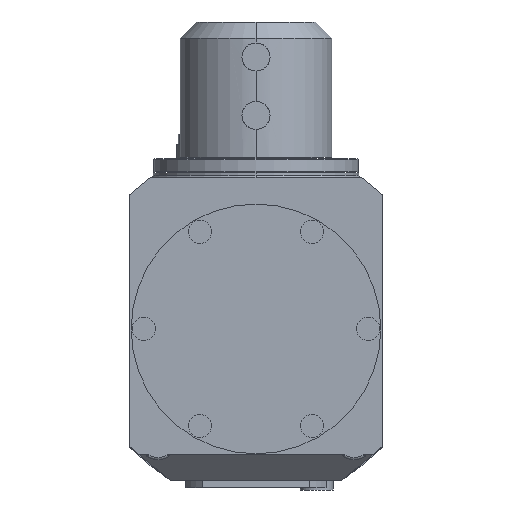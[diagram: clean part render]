
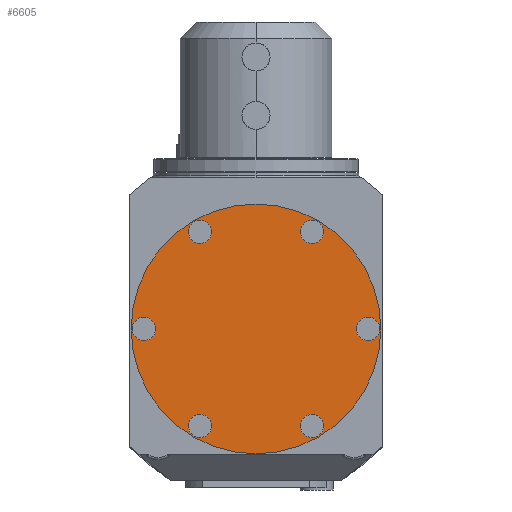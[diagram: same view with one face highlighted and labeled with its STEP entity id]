
A CAD part, left-side view. The second image highlights one B-rep face of the part: STEP entity #6605.
In plain terms, the highlighted planar face has unit normal (-1, 0, 0).
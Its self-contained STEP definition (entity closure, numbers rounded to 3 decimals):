
#687=CARTESIAN_POINT('',(-138.,0.,0.));
#688=DIRECTION('',(-1.,0.,0.));
#689=DIRECTION('',(0.,0.,1.));
#690=AXIS2_PLACEMENT_3D('',#687,#688,#689);
#696=CARTESIAN_POINT('',(-138.,0.,0.));
#697=DIRECTION('',(1.,0.,0.));
#698=DIRECTION('',(0.,0.,1.));
#699=AXIS2_PLACEMENT_3D('',#696,#697,#698);
#705=CARTESIAN_POINT('',(-138.,-24.,41.569));
#706=DIRECTION('',(1.,0.,0.));
#707=DIRECTION('',(0.,0.,1.));
#708=AXIS2_PLACEMENT_3D('',#705,#706,#707);
#710=CARTESIAN_POINT('',(-138.,-24.,41.569));
#711=DIRECTION('',(1.,0.,0.));
#712=DIRECTION('',(0.,0.,-1.));
#713=AXIS2_PLACEMENT_3D('',#710,#711,#712);
#715=CARTESIAN_POINT('',(-138.,24.,41.569));
#716=DIRECTION('',(1.,0.,0.));
#717=DIRECTION('',(0.,0.,1.));
#718=AXIS2_PLACEMENT_3D('',#715,#716,#717);
#720=CARTESIAN_POINT('',(-138.,24.,41.569));
#721=DIRECTION('',(1.,0.,0.));
#722=DIRECTION('',(0.,0.,-1.));
#723=AXIS2_PLACEMENT_3D('',#720,#721,#722);
#725=CARTESIAN_POINT('',(-138.,48.,0.));
#726=DIRECTION('',(1.,0.,0.));
#727=DIRECTION('',(0.,0.,1.));
#728=AXIS2_PLACEMENT_3D('',#725,#726,#727);
#730=CARTESIAN_POINT('',(-138.,48.,0.));
#731=DIRECTION('',(1.,0.,0.));
#732=DIRECTION('',(0.,0.,-1.));
#733=AXIS2_PLACEMENT_3D('',#730,#731,#732);
#735=CARTESIAN_POINT('',(-138.,24.,-41.569));
#736=DIRECTION('',(1.,0.,0.));
#737=DIRECTION('',(0.,0.,1.));
#738=AXIS2_PLACEMENT_3D('',#735,#736,#737);
#740=CARTESIAN_POINT('',(-138.,24.,-41.569));
#741=DIRECTION('',(1.,0.,0.));
#742=DIRECTION('',(0.,0.,-1.));
#743=AXIS2_PLACEMENT_3D('',#740,#741,#742);
#745=CARTESIAN_POINT('',(-138.,-24.,-41.569));
#746=DIRECTION('',(1.,0.,0.));
#747=DIRECTION('',(0.,0.,1.));
#748=AXIS2_PLACEMENT_3D('',#745,#746,#747);
#750=CARTESIAN_POINT('',(-138.,-24.,-41.569));
#751=DIRECTION('',(1.,0.,0.));
#752=DIRECTION('',(0.,0.,-1.));
#753=AXIS2_PLACEMENT_3D('',#750,#751,#752);
#755=CARTESIAN_POINT('',(-138.,-48.,0.));
#756=DIRECTION('',(1.,0.,0.));
#757=DIRECTION('',(0.,0.,1.));
#758=AXIS2_PLACEMENT_3D('',#755,#756,#757);
#760=CARTESIAN_POINT('',(-138.,-48.,0.));
#761=DIRECTION('',(1.,0.,0.));
#762=DIRECTION('',(0.,0.,-1.));
#763=AXIS2_PLACEMENT_3D('',#760,#761,#762);
#5459=CARTESIAN_POINT('',(-138.,0.,53.5));
#5460=CARTESIAN_POINT('',(-138.,0.,-53.5));
#5461=VERTEX_POINT('',#5459);
#5462=VERTEX_POINT('',#5460);
#5471=CARTESIAN_POINT('',(-138.,-24.,46.569));
#5472=CARTESIAN_POINT('',(-138.,-24.,36.569));
#5473=VERTEX_POINT('',#5471);
#5474=VERTEX_POINT('',#5472);
#5479=CARTESIAN_POINT('',(-138.,24.,46.569));
#5480=CARTESIAN_POINT('',(-138.,24.,36.569));
#5481=VERTEX_POINT('',#5479);
#5482=VERTEX_POINT('',#5480);
#5487=CARTESIAN_POINT('',(-138.,48.,5.));
#5488=CARTESIAN_POINT('',(-138.,48.,-5.));
#5489=VERTEX_POINT('',#5487);
#5490=VERTEX_POINT('',#5488);
#5495=CARTESIAN_POINT('',(-138.,24.,-36.569));
#5496=CARTESIAN_POINT('',(-138.,24.,-46.569));
#5497=VERTEX_POINT('',#5495);
#5498=VERTEX_POINT('',#5496);
#5503=CARTESIAN_POINT('',(-138.,-24.,-36.569));
#5504=CARTESIAN_POINT('',(-138.,-24.,-46.569));
#5505=VERTEX_POINT('',#5503);
#5506=VERTEX_POINT('',#5504);
#5511=CARTESIAN_POINT('',(-138.,-48.,5.));
#5512=CARTESIAN_POINT('',(-138.,-48.,-5.));
#5513=VERTEX_POINT('',#5511);
#5514=VERTEX_POINT('',#5512);
#6560=CARTESIAN_POINT('',(-138.,0.,0.));
#6561=DIRECTION('',(-1.,0.,0.));
#6562=DIRECTION('',(0.,0.,-1.));
#6563=AXIS2_PLACEMENT_3D('',#6560,#6561,#6562);
#6564=PLANE('',#6563);
#6565=ORIENTED_EDGE('',*,*,#6554,.T.);
#6566=ORIENTED_EDGE('',*,*,#6540,.F.);
#6567=EDGE_LOOP('',(#6565,#6566));
#6568=FACE_OUTER_BOUND('',#6567,.F.);
#6570=ORIENTED_EDGE('',*,*,#6569,.F.);
#6572=ORIENTED_EDGE('',*,*,#6571,.F.);
#6573=EDGE_LOOP('',(#6570,#6572));
#6574=FACE_BOUND('',#6573,.F.);
#6576=ORIENTED_EDGE('',*,*,#6575,.F.);
#6578=ORIENTED_EDGE('',*,*,#6577,.F.);
#6579=EDGE_LOOP('',(#6576,#6578));
#6580=FACE_BOUND('',#6579,.F.);
#6582=ORIENTED_EDGE('',*,*,#6581,.F.);
#6584=ORIENTED_EDGE('',*,*,#6583,.F.);
#6585=EDGE_LOOP('',(#6582,#6584));
#6586=FACE_BOUND('',#6585,.F.);
#6588=ORIENTED_EDGE('',*,*,#6587,.F.);
#6590=ORIENTED_EDGE('',*,*,#6589,.F.);
#6591=EDGE_LOOP('',(#6588,#6590));
#6592=FACE_BOUND('',#6591,.F.);
#6594=ORIENTED_EDGE('',*,*,#6593,.F.);
#6596=ORIENTED_EDGE('',*,*,#6595,.F.);
#6597=EDGE_LOOP('',(#6594,#6596));
#6598=FACE_BOUND('',#6597,.F.);
#6600=ORIENTED_EDGE('',*,*,#6599,.F.);
#6602=ORIENTED_EDGE('',*,*,#6601,.F.);
#6603=EDGE_LOOP('',(#6600,#6602));
#6604=FACE_BOUND('',#6603,.F.);
#6605=ADVANCED_FACE('',(#6568,#6574,#6580,#6586,#6592,#6598,#6604),#6564,.T.);
#691=CIRCLE('',#690,53.5);
#700=CIRCLE('',#699,53.5);
#709=CIRCLE('',#708,5.);
#714=CIRCLE('',#713,5.);
#719=CIRCLE('',#718,5.);
#724=CIRCLE('',#723,5.);
#729=CIRCLE('',#728,5.);
#734=CIRCLE('',#733,5.);
#739=CIRCLE('',#738,5.);
#744=CIRCLE('',#743,5.);
#749=CIRCLE('',#748,5.);
#754=CIRCLE('',#753,5.);
#759=CIRCLE('',#758,5.);
#764=CIRCLE('',#763,5.);
#6540=EDGE_CURVE('',#5461,#5462,#691,.T.);
#6554=EDGE_CURVE('',#5461,#5462,#700,.T.);
#6569=EDGE_CURVE('',#5473,#5474,#709,.T.);
#6571=EDGE_CURVE('',#5474,#5473,#714,.T.);
#6575=EDGE_CURVE('',#5481,#5482,#719,.T.);
#6577=EDGE_CURVE('',#5482,#5481,#724,.T.);
#6581=EDGE_CURVE('',#5489,#5490,#729,.T.);
#6583=EDGE_CURVE('',#5490,#5489,#734,.T.);
#6587=EDGE_CURVE('',#5497,#5498,#739,.T.);
#6589=EDGE_CURVE('',#5498,#5497,#744,.T.);
#6593=EDGE_CURVE('',#5505,#5506,#749,.T.);
#6595=EDGE_CURVE('',#5506,#5505,#754,.T.);
#6599=EDGE_CURVE('',#5513,#5514,#759,.T.);
#6601=EDGE_CURVE('',#5514,#5513,#764,.T.);
